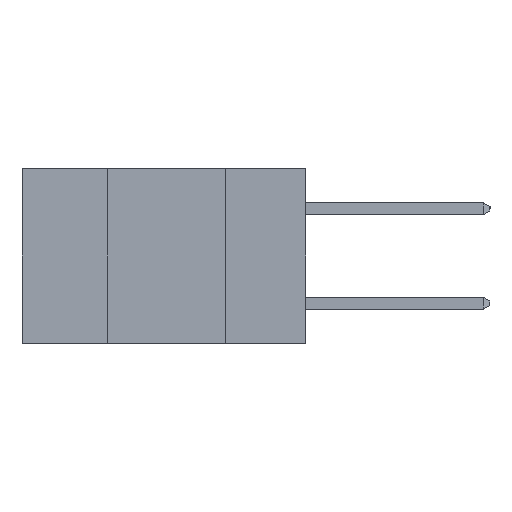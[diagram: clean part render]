
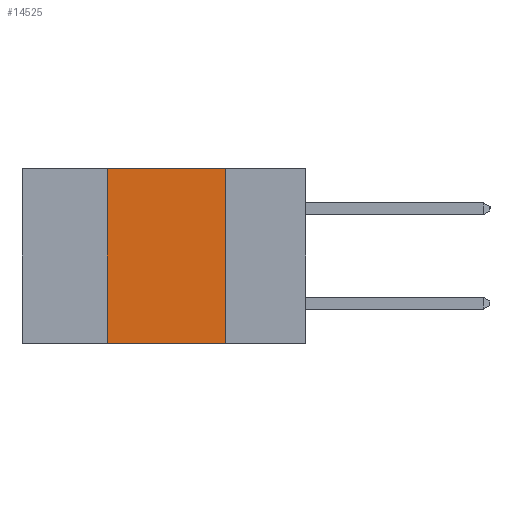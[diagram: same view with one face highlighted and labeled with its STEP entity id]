
A CAD part, left-side view. The second image highlights one B-rep face of the part: STEP entity #14525.
In plain terms, the highlighted planar face has unit normal (-1, 0, 0).
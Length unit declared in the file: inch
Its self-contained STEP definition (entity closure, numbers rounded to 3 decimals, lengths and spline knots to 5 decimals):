
#264 = CARTESIAN_POINT ( 'NONE',  ( 0., 0.42, -0.37 ) ) ;
#538 = FACE_OUTER_BOUND ( 'NONE', #13034, .T. ) ;
#1300 = CARTESIAN_POINT ( 'NONE',  ( 0., 0.17, 0. ) ) ;
#1712 = CARTESIAN_POINT ( 'NONE',  ( 0., 0.17, -0.37 ) ) ;
#1718 = AXIS2_PLACEMENT_3D ( 'NONE', #6121, #17400, #14647 ) ;
#1888 = DIRECTION ( 'NONE',  ( 0., -1., 0. ) ) ;
#3199 = DIRECTION ( 'NONE',  ( 0., 0., 1. ) ) ;
#4189 = VERTEX_POINT ( 'NONE', #5850 ) ;
#4821 = LINE ( 'NONE', #10522, #14643 ) ;
#5252 = ORIENTED_EDGE ( 'NONE', *, *, #18022, .T. ) ;
#5474 = LINE ( 'NONE', #8516, #5616 ) ;
#5616 = VECTOR ( 'NONE', #14107, 39.37008 ) ;
#5850 = CARTESIAN_POINT ( 'NONE',  ( 0., 0.42, 0. ) ) ;
#6121 = CARTESIAN_POINT ( 'NONE',  ( 0., 0.6, 0. ) ) ;
#7164 = EDGE_CURVE ( 'NONE', #8106, #7325, #5474, .T. ) ;
#7234 = LINE ( 'NONE', #264, #14829 ) ;
#7325 = VERTEX_POINT ( 'NONE', #1712 ) ;
#7377 = EDGE_CURVE ( 'NONE', #13128, #4189, #7234, .T. ) ;
#8106 = VERTEX_POINT ( 'NONE', #1300 ) ;
#8516 = CARTESIAN_POINT ( 'NONE',  ( 0., 0.17, -0.37 ) ) ;
#8759 = ORIENTED_EDGE ( 'NONE', *, *, #7164, .F. ) ;
#9573 = LINE ( 'NONE', #12584, #17867 ) ;
#10522 = CARTESIAN_POINT ( 'NONE',  ( 0., 0.6, 0. ) ) ;
#12066 = CARTESIAN_POINT ( 'NONE',  ( 0., 0.42, -0.37 ) ) ;
#12584 = CARTESIAN_POINT ( 'NONE',  ( 0., 0.6, -0.37 ) ) ;
#12589 = ORIENTED_EDGE ( 'NONE', *, *, #16459, .F. ) ;
#13016 = PLANE ( 'NONE',  #1718 ) ;
#13034 = EDGE_LOOP ( 'NONE', ( #8759, #12589, #17852, #5252 ) ) ;
#13128 = VERTEX_POINT ( 'NONE', #12066 ) ;
#14107 = DIRECTION ( 'NONE',  ( 0., 0., -1. ) ) ;
#14525 = ADVANCED_FACE ( 'NONE', ( #538 ), #13016, .F. ) ;
#14643 = VECTOR ( 'NONE', #1888, 39.37008 ) ;
#14647 = DIRECTION ( 'NONE',  ( 0., 0., -1. ) ) ;
#14829 = VECTOR ( 'NONE', #3199, 39.37008 ) ;
#15136 = DIRECTION ( 'NONE',  ( 0., -1., 0. ) ) ;
#16459 = EDGE_CURVE ( 'NONE', #4189, #8106, #4821, .T. ) ;
#17400 = DIRECTION ( 'NONE',  ( 1., 0., 0. ) ) ;
#17852 = ORIENTED_EDGE ( 'NONE', *, *, #7377, .F. ) ;
#17867 = VECTOR ( 'NONE', #15136, 39.37008 ) ;
#18022 = EDGE_CURVE ( 'NONE', #13128, #7325, #9573, .T. ) ;
